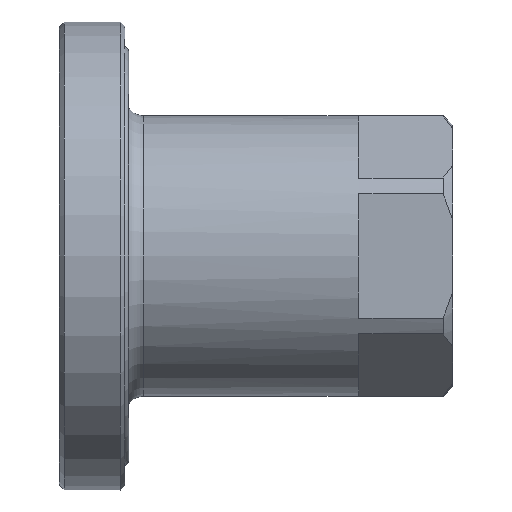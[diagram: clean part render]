
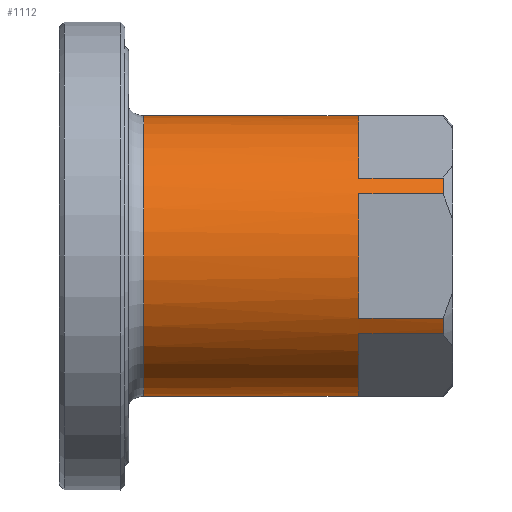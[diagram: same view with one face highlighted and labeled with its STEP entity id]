
A CAD part, left-side view. The second image highlights one B-rep face of the part: STEP entity #1112.
In plain terms, the highlighted cylindrical face has radius 15 mm (diameter 30 mm), a partial arc.
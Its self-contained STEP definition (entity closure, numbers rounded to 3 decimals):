
#115=CARTESIAN_POINT('',(0.,-2.,0.));
#116=DIRECTION('',(0.,-1.,0.));
#117=DIRECTION('',(0.,0.,1.));
#118=AXIS2_PLACEMENT_3D('',#115,#116,#117);
#120=CARTESIAN_POINT('',(0.,-34.,0.));
#121=DIRECTION('',(0.,1.,0.));
#122=DIRECTION('',(-0.065,0.,0.998));
#123=AXIS2_PLACEMENT_3D('',#120,#121,#122);
#125=DIRECTION('',(0.,-1.,0.));
#126=VECTOR('',#125,9.);
#127=CARTESIAN_POINT('',(-0.974,-25.,14.968));
#128=LINE('',#127,#126);
#129=CARTESIAN_POINT('',(0.,-25.,0.));
#130=DIRECTION('',(0.,-1.,0.));
#131=DIRECTION('',(-0.065,0.,0.998));
#132=AXIS2_PLACEMENT_3D('',#129,#130,#131);
#134=DIRECTION('',(0.,-1.,0.));
#135=VECTOR('',#134,9.);
#136=CARTESIAN_POINT('',(-12.476,-25.,8.328));
#137=LINE('',#136,#135);
#138=CARTESIAN_POINT('',(0.,-34.,0.));
#139=DIRECTION('',(0.,1.,0.));
#140=DIRECTION('',(-0.897,0.,0.443));
#141=AXIS2_PLACEMENT_3D('',#138,#139,#140);
#143=DIRECTION('',(0.,-1.,0.));
#144=VECTOR('',#143,9.);
#145=CARTESIAN_POINT('',(-13.45,-25.,6.641));
#146=LINE('',#145,#144);
#147=CARTESIAN_POINT('',(0.,-25.,0.));
#148=DIRECTION('',(0.,-1.,0.));
#149=DIRECTION('',(-0.897,0.,0.443));
#150=AXIS2_PLACEMENT_3D('',#147,#148,#149);
#152=DIRECTION('',(0.,-1.,0.));
#153=VECTOR('',#152,9.);
#154=CARTESIAN_POINT('',(-13.45,-25.,-6.641));
#155=LINE('',#154,#153);
#156=CARTESIAN_POINT('',(0.,-34.,0.));
#157=DIRECTION('',(0.,1.,0.));
#158=DIRECTION('',(-0.832,0.,-0.555));
#159=AXIS2_PLACEMENT_3D('',#156,#157,#158);
#161=DIRECTION('',(0.,-1.,0.));
#162=VECTOR('',#161,9.);
#163=CARTESIAN_POINT('',(-12.476,-25.,-8.328));
#164=LINE('',#163,#162);
#165=CARTESIAN_POINT('',(0.,-25.,0.));
#166=DIRECTION('',(0.,-1.,0.));
#167=DIRECTION('',(-0.832,0.,-0.555));
#168=AXIS2_PLACEMENT_3D('',#165,#166,#167);
#170=DIRECTION('',(0.,-1.,0.));
#171=VECTOR('',#170,9.);
#172=CARTESIAN_POINT('',(-0.974,-25.,-14.968));
#173=LINE('',#172,#171);
#174=CARTESIAN_POINT('',(0.,-34.,0.));
#175=DIRECTION('',(0.,1.,0.));
#176=DIRECTION('',(0.,0.,-1.));
#177=AXIS2_PLACEMENT_3D('',#174,#175,#176);
#184=DIRECTION('',(0.,1.,0.));
#185=VECTOR('',#184,32.);
#186=CARTESIAN_POINT('',(0.,-34.,
-15.));
#187=LINE('',#186,#185);
#247=DIRECTION('',(0.,1.,0.));
#248=VECTOR('',#247,32.);
#249=CARTESIAN_POINT('',(0.,-34.,15.));
#250=LINE('',#249,#248);
#717=CARTESIAN_POINT('',(-12.476,-25.,-8.328));
#718=CARTESIAN_POINT('',(-12.476,-34.,
-8.328));
#719=VERTEX_POINT('',#717);
#720=VERTEX_POINT('',#718);
#721=CARTESIAN_POINT('',(-0.974,-25.,-14.968));
#722=CARTESIAN_POINT('',(-0.974,-34.,
-14.968));
#723=VERTEX_POINT('',#721);
#724=VERTEX_POINT('',#722);
#725=CARTESIAN_POINT('',(-13.45,-25.,6.641));
#726=CARTESIAN_POINT('',(-13.45,-34.,6.641));
#727=VERTEX_POINT('',#725);
#728=VERTEX_POINT('',#726);
#729=CARTESIAN_POINT('',(-13.45,-25.,-6.641));
#730=CARTESIAN_POINT('',(-13.45,-34.,-6.641));
#731=VERTEX_POINT('',#729);
#732=VERTEX_POINT('',#730);
#733=CARTESIAN_POINT('',(-0.974,-25.,14.968));
#734=CARTESIAN_POINT('',(-0.974,-34.,
14.968));
#735=VERTEX_POINT('',#733);
#736=VERTEX_POINT('',#734);
#737=CARTESIAN_POINT('',(-12.476,-25.,8.328));
#738=CARTESIAN_POINT('',(-12.476,-34.,8.328));
#739=VERTEX_POINT('',#737);
#740=VERTEX_POINT('',#738);
#765=CARTESIAN_POINT('',(0.,-34.,15.));
#766=VERTEX_POINT('',#765);
#767=CARTESIAN_POINT('',(0.,-34.,-15.));
#768=VERTEX_POINT('',#767);
#789=CARTESIAN_POINT('',(0.,-2.,-15.));
#790=CARTESIAN_POINT('',(0.,-2.,15.));
#791=VERTEX_POINT('',#789);
#792=VERTEX_POINT('',#790);
#1074=CARTESIAN_POINT('',(0.,9.1,0.));
#1075=DIRECTION('',(0.,-1.,0.));
#1076=DIRECTION('',(0.,0.,-1.));
#1077=AXIS2_PLACEMENT_3D('',#1074,#1075,#1076);
#1078=CYLINDRICAL_SURFACE('',#1077,15.);
#1079=ORIENTED_EDGE('',*,*,#1068,.F.);
#1081=ORIENTED_EDGE('',*,*,#1080,.F.);
#1083=ORIENTED_EDGE('',*,*,#1082,.F.);
#1085=ORIENTED_EDGE('',*,*,#1084,.F.);
#1087=ORIENTED_EDGE('',*,*,#1086,.T.);
#1089=ORIENTED_EDGE('',*,*,#1088,.T.);
#1091=ORIENTED_EDGE('',*,*,#1090,.F.);
#1093=ORIENTED_EDGE('',*,*,#1092,.F.);
#1095=ORIENTED_EDGE('',*,*,#1094,.T.);
#1097=ORIENTED_EDGE('',*,*,#1096,.T.);
#1099=ORIENTED_EDGE('',*,*,#1098,.F.);
#1101=ORIENTED_EDGE('',*,*,#1100,.F.);
#1103=ORIENTED_EDGE('',*,*,#1102,.T.);
#1105=ORIENTED_EDGE('',*,*,#1104,.T.);
#1107=ORIENTED_EDGE('',*,*,#1106,.F.);
#1109=ORIENTED_EDGE('',*,*,#1108,.T.);
#1110=EDGE_LOOP('',(#1079,#1081,#1083,#1085,#1087,#1089,#1091,#1093,#1095,#1097,
#1099,#1101,#1103,#1105,#1107,#1109));
#1111=FACE_OUTER_BOUND('',#1110,.F.);
#1112=ADVANCED_FACE('',(#1111),#1078,.T.);
#119=CIRCLE('',#118,15.);
#124=CIRCLE('',#123,15.);
#133=CIRCLE('',#132,15.);
#142=CIRCLE('',#141,15.);
#151=CIRCLE('',#150,15.);
#160=CIRCLE('',#159,15.);
#169=CIRCLE('',#168,15.);
#178=CIRCLE('',#177,15.);
#1068=EDGE_CURVE('',#792,#791,#119,.T.);
#1080=EDGE_CURVE('',#766,#792,#250,.T.);
#1082=EDGE_CURVE('',#736,#766,#124,.T.);
#1084=EDGE_CURVE('',#735,#736,#128,.T.);
#1086=EDGE_CURVE('',#735,#739,#133,.T.);
#1088=EDGE_CURVE('',#739,#740,#137,.T.);
#1090=EDGE_CURVE('',#728,#740,#142,.T.);
#1092=EDGE_CURVE('',#727,#728,#146,.T.);
#1094=EDGE_CURVE('',#727,#731,#151,.T.);
#1096=EDGE_CURVE('',#731,#732,#155,.T.);
#1098=EDGE_CURVE('',#720,#732,#160,.T.);
#1100=EDGE_CURVE('',#719,#720,#164,.T.);
#1102=EDGE_CURVE('',#719,#723,#169,.T.);
#1104=EDGE_CURVE('',#723,#724,#173,.T.);
#1106=EDGE_CURVE('',#768,#724,#178,.T.);
#1108=EDGE_CURVE('',#768,#791,#187,.T.);
